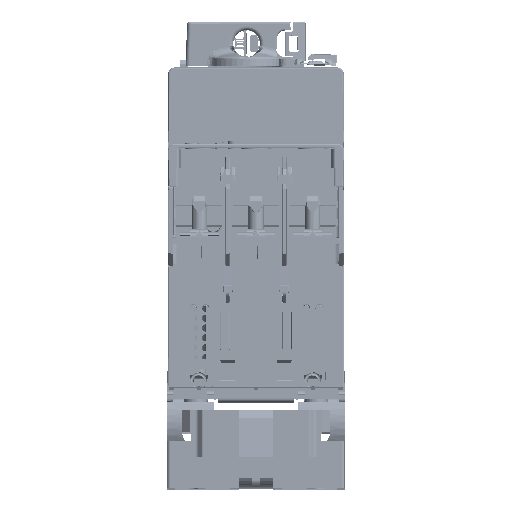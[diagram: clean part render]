
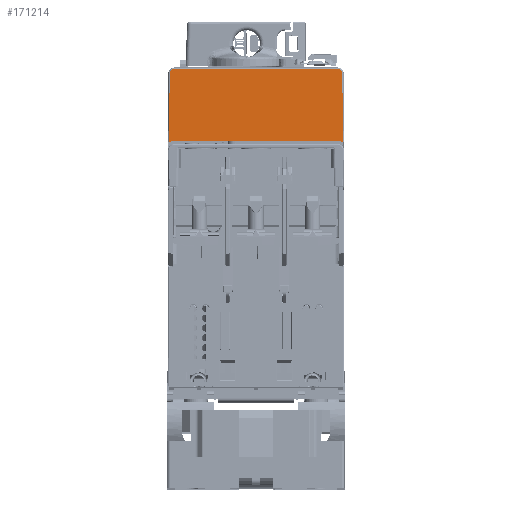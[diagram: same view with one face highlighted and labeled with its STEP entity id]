
A CAD part, top view. The second image highlights one B-rep face of the part: STEP entity #171214.
In plain terms, the highlighted planar face has unit normal (0, 0.009, 1).
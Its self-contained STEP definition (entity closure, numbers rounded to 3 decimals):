
#159264=DIRECTION('',(-1.,0.,0.));
#159265=VECTOR('',#159264,41.529);
#159266=CARTESIAN_POINT('',(41.337,96.783,
-46.568));
#159267=LINE('',#159266,#159265);
#159268=CARTESIAN_POINT('',(42.537,95.588,
-46.557));
#159269=CARTESIAN_POINT('',(42.536,95.623,
-46.557));
#159270=CARTESIAN_POINT('',(42.533,95.694,
-46.558));
#159271=CARTESIAN_POINT('',(42.519,95.796,
-46.559));
#159272=CARTESIAN_POINT('',(42.496,95.898,
-46.56));
#159273=CARTESIAN_POINT('',(42.464,95.997,
-46.561));
#159274=CARTESIAN_POINT('',(42.424,96.093,
-46.562));
#159275=CARTESIAN_POINT('',(42.376,96.185,
-46.562));
#159276=CARTESIAN_POINT('',(42.32,96.272,
-46.563));
#159277=CARTESIAN_POINT('',(42.257,96.355,
-46.564));
#159278=CARTESIAN_POINT('',(42.187,96.432,
-46.565));
#159279=CARTESIAN_POINT('',(42.11,96.502,
-46.565));
#159280=CARTESIAN_POINT('',(42.028,96.565,
-46.566));
#159281=CARTESIAN_POINT('',(41.94,96.621,
-46.566));
#159282=CARTESIAN_POINT('',(41.848,96.67,
-46.567));
#159283=CARTESIAN_POINT('',(41.752,96.71,
-46.567));
#159284=CARTESIAN_POINT('',(41.654,96.741,
-46.567));
#159285=CARTESIAN_POINT('',(41.551,96.765,
-46.567));
#159286=CARTESIAN_POINT('',(41.445,96.779,
-46.568));
#159287=CARTESIAN_POINT('',(41.373,96.783,
-46.568));
#159288=CARTESIAN_POINT('',(41.337,96.783,
-46.568));
#159290=DIRECTION('',(-0.004,1.,-0.009));
#159291=VECTOR('',#159290,17.548);
#159292=CARTESIAN_POINT('',(42.613,78.04,
-46.404));
#159293=LINE('',#159292,#159291);
#159294=CARTESIAN_POINT('',(42.613,78.04,
-46.404));
#159295=CARTESIAN_POINT('',(42.562,78.071,
-46.404));
#159296=CARTESIAN_POINT('',(42.458,78.129,
-46.405));
#159297=CARTESIAN_POINT('',(42.295,78.203,
-46.405));
#159298=CARTESIAN_POINT('',(42.127,78.265,
-46.406));
#159299=CARTESIAN_POINT('',(41.955,78.313,
-46.406));
#159300=CARTESIAN_POINT('',(41.779,78.348,
-46.407));
#159301=CARTESIAN_POINT('',(41.601,78.368,
-46.407));
#159302=CARTESIAN_POINT('',(41.482,78.373,
-46.407));
#159303=CARTESIAN_POINT('',(41.422,78.373,
-46.407));
#159305=DIRECTION('',(-1.,0.,0.));
#159306=VECTOR('',#159305,41.699);
#159307=CARTESIAN_POINT('',(41.422,78.373,
-46.407));
#159308=LINE('',#159307,#159306);
#159309=CARTESIAN_POINT('',(-0.277,78.373,
-46.407));
#159310=CARTESIAN_POINT('',(-0.338,78.373,
-46.407));
#159311=CARTESIAN_POINT('',(-0.458,78.368,
-46.407));
#159312=CARTESIAN_POINT('',(-0.637,78.347,
-46.407));
#159313=CARTESIAN_POINT('',(-0.813,78.312,
-46.406));
#159314=CARTESIAN_POINT('',(-0.984,78.264,
-46.406));
#159315=CARTESIAN_POINT('',(-1.152,78.203,
-46.405));
#159316=CARTESIAN_POINT('',(-1.314,78.129,
-46.405));
#159317=CARTESIAN_POINT('',(-1.418,78.071,
-46.404));
#159318=CARTESIAN_POINT('',(-1.469,78.04,
-46.404));
#159320=DIRECTION('',(-0.004,-1.,0.009));
#159321=VECTOR('',#159320,17.548);
#159322=CARTESIAN_POINT('',(-1.392,95.588,
-46.557));
#159323=LINE('',#159322,#159321);
#159324=CARTESIAN_POINT('',(-0.192,96.783,
-46.568));
#159325=CARTESIAN_POINT('',(-0.228,96.783,
-46.568));
#159326=CARTESIAN_POINT('',(-0.298,96.779,
-46.568));
#159327=CARTESIAN_POINT('',(-0.401,96.766,
-46.567));
#159328=CARTESIAN_POINT('',(-0.502,96.743,
-46.567));
#159329=CARTESIAN_POINT('',(-0.602,96.712,
-46.567));
#159330=CARTESIAN_POINT('',(-0.698,96.673,
-46.567));
#159331=CARTESIAN_POINT('',(-0.79,96.625,
-46.566));
#159332=CARTESIAN_POINT('',(-0.878,96.569,
-46.566));
#159333=CARTESIAN_POINT('',(-0.961,96.506,
-46.565));
#159334=CARTESIAN_POINT('',(-1.038,96.437,
-46.565));
#159335=CARTESIAN_POINT('',(-1.108,96.36,
-46.564));
#159336=CARTESIAN_POINT('',(-1.172,96.278,
-46.563));
#159337=CARTESIAN_POINT('',(-1.229,96.191,
-46.562));
#159338=CARTESIAN_POINT('',(-1.277,96.099,
-46.562));
#159339=CARTESIAN_POINT('',(-1.318,96.003,
-46.561));
#159340=CARTESIAN_POINT('',(-1.35,95.905,
-46.56));
#159341=CARTESIAN_POINT('',(-1.374,95.802,
-46.559));
#159342=CARTESIAN_POINT('',(-1.389,95.696,
-46.558));
#159343=CARTESIAN_POINT('',(-1.392,95.624,
-46.557));
#159344=CARTESIAN_POINT('',(-1.392,95.588,
-46.557));
#168602=CARTESIAN_POINT('',(-0.277,78.373,
-46.407));
#168603=CARTESIAN_POINT('',(41.422,78.373,
-46.407));
#168604=VERTEX_POINT('',#168602);
#168605=VERTEX_POINT('',#168603);
#168652=CARTESIAN_POINT('',(41.337,96.783,
-46.568));
#168653=CARTESIAN_POINT('',(-0.192,96.783,
-46.568));
#168654=VERTEX_POINT('',#168652);
#168655=VERTEX_POINT('',#168653);
#169102=CARTESIAN_POINT('',(-1.392,95.588,
-46.557));
#169103=CARTESIAN_POINT('',(-1.469,78.04,
-46.404));
#169104=VERTEX_POINT('',#169102);
#169105=VERTEX_POINT('',#169103);
#169108=VERTEX_POINT('',#159268);
#169110=CARTESIAN_POINT('',(42.613,78.04,
-46.404));
#169111=VERTEX_POINT('',#169110);
#171191=CARTESIAN_POINT('',(-2.898,77.58,-46.4));
#171192=DIRECTION('',(0.,0.009,1.));
#171193=DIRECTION('',(1.,0.,0.));
#171194=AXIS2_PLACEMENT_3D('',#171191,#171192,#171193);
#171195=PLANE('',#171194);
#171197=ORIENTED_EDGE('',*,*,#171196,.F.);
#171199=ORIENTED_EDGE('',*,*,#171198,.F.);
#171201=ORIENTED_EDGE('',*,*,#171200,.F.);
#171203=ORIENTED_EDGE('',*,*,#171202,.T.);
#171205=ORIENTED_EDGE('',*,*,#171204,.T.);
#171207=ORIENTED_EDGE('',*,*,#171206,.T.);
#171209=ORIENTED_EDGE('',*,*,#171208,.F.);
#171211=ORIENTED_EDGE('',*,*,#171210,.F.);
#171212=EDGE_LOOP('',(#171197,#171199,#171201,#171203,#171205,#171207,#171209,
#171211));
#171213=FACE_OUTER_BOUND('',#171212,.F.);
#171214=ADVANCED_FACE('',(#171213),#171195,.T.);
#159289=B_SPLINE_CURVE_WITH_KNOTS('',3,(#159268,#159269,#159270,#159271,#159272,
#159273,#159274,#159275,#159276,#159277,#159278,#159279,#159280,#159281,#159282,
#159283,#159284,#159285,#159286,#159287,#159288),.UNSPECIFIED.,.F.,.F.,(4,1,1,1,
1,1,1,1,1,1,1,1,1,1,1,1,1,1,4),(0.,0.056,0.111,
0.167,0.222,0.278,0.333,
0.389,0.444,0.5,0.556,0.611,
0.667,0.722,0.778,0.833,
0.889,0.944,1.),.UNSPECIFIED.);
#159304=B_SPLINE_CURVE_WITH_KNOTS('',3,(#159294,#159295,#159296,#159297,#159298,
#159299,#159300,#159301,#159302,#159303),.UNSPECIFIED.,.F.,.F.,(4,1,1,1,1,1,1,
4),(0.,0.143,0.286,0.429,
0.571,0.714,0.857,1.),.UNSPECIFIED.);
#159319=B_SPLINE_CURVE_WITH_KNOTS('',3,(#159309,#159310,#159311,#159312,#159313,
#159314,#159315,#159316,#159317,#159318),.UNSPECIFIED.,.F.,.F.,(4,1,1,1,1,1,1,
4),(0.,0.143,0.286,0.429,
0.571,0.714,0.857,1.),.UNSPECIFIED.);
#159345=B_SPLINE_CURVE_WITH_KNOTS('',3,(#159324,#159325,#159326,#159327,#159328,
#159329,#159330,#159331,#159332,#159333,#159334,#159335,#159336,#159337,#159338,
#159339,#159340,#159341,#159342,#159343,#159344),.UNSPECIFIED.,.F.,.F.,(4,1,1,1,
1,1,1,1,1,1,1,1,1,1,1,1,1,1,4),(0.,0.056,0.111,
0.167,0.222,0.278,0.333,
0.389,0.444,0.5,0.556,0.611,
0.667,0.722,0.778,0.833,
0.889,0.944,1.),.UNSPECIFIED.);
#171196=EDGE_CURVE('',#168654,#168655,#159267,.T.);
#171198=EDGE_CURVE('',#169108,#168654,#159289,.T.);
#171200=EDGE_CURVE('',#169111,#169108,#159293,.T.);
#171202=EDGE_CURVE('',#169111,#168605,#159304,.T.);
#171204=EDGE_CURVE('',#168605,#168604,#159308,.T.);
#171206=EDGE_CURVE('',#168604,#169105,#159319,.T.);
#171208=EDGE_CURVE('',#169104,#169105,#159323,.T.);
#171210=EDGE_CURVE('',#168655,#169104,#159345,.T.);
